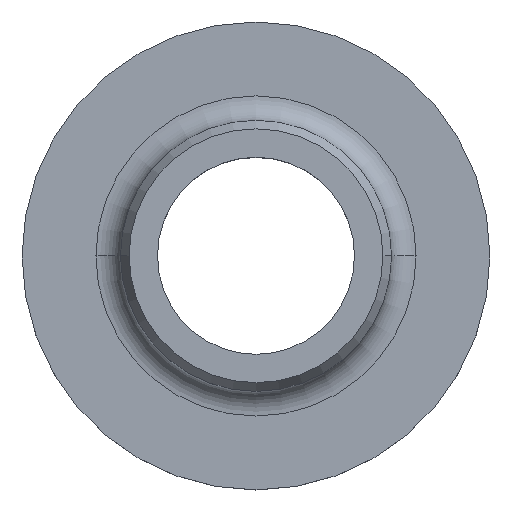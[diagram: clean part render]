
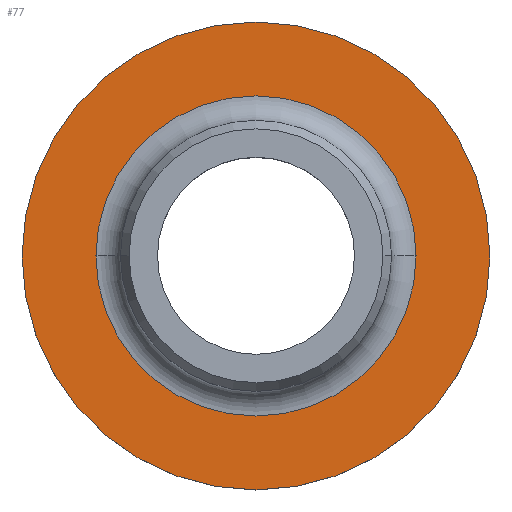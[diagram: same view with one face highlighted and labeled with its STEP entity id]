
A CAD part, top view. The second image highlights one B-rep face of the part: STEP entity #77.
In plain terms, the highlighted planar face has unit normal (0, 0, 1).
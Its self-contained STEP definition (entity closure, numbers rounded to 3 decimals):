
#77=ADVANCED_FACE('',(#142,#143),#144,.T.);
#142=FACE_BOUND('',#199,.T.);
#143=FACE_OUTER_BOUND('',#200,.T.);
#144=PLANE('',#201);
#199=EDGE_LOOP('',(#274,#275));
#200=EDGE_LOOP('',(#276,#277));
#201=AXIS2_PLACEMENT_3D('',#278,#279,#280);
#274=ORIENTED_EDGE('',*,*,#359,.F.);
#275=ORIENTED_EDGE('',*,*,#347,.F.);
#276=ORIENTED_EDGE('',*,*,#354,.T.);
#277=ORIENTED_EDGE('',*,*,#356,.T.);
#278=CARTESIAN_POINT('',(4.0,0.0,0.75));
#279=DIRECTION('',(0.0,0.0,1.0));
#280=DIRECTION('',(1.0,-0.0,-0.0));
#347=EDGE_CURVE('',#396,#398,#399,.T.);
#354=EDGE_CURVE('',#404,#408,#410,.T.);
#356=EDGE_CURVE('',#408,#404,#412,.T.);
#359=EDGE_CURVE('',#398,#396,#415,.T.);
#396=VERTEX_POINT('',#458);
#398=VERTEX_POINT('',#460);
#399=CIRCLE('',#461,3.25);
#404=VERTEX_POINT('',#466);
#408=VERTEX_POINT('',#471);
#410=CIRCLE('',#474,4.75);
#412=CIRCLE('',#476,4.75);
#415=CIRCLE('',#479,3.25);
#458=CARTESIAN_POINT('',(-3.25,0.,0.75));
#460=CARTESIAN_POINT('',(3.25,0.0,0.75));
#461=AXIS2_PLACEMENT_3D('',#515,#516,#517);
#466=CARTESIAN_POINT('',(4.75,0.0,0.75));
#471=CARTESIAN_POINT('',(-4.75,0.,0.75));
#474=AXIS2_PLACEMENT_3D('',#529,#530,#531);
#476=AXIS2_PLACEMENT_3D('',#532,#533,#534);
#479=AXIS2_PLACEMENT_3D('',#538,#539,#540);
#515=CARTESIAN_POINT('',(0.0,0.0,0.75));
#516=DIRECTION('',(0.0,0.0,1.0));
#517=DIRECTION('',(1.0,0.0,0.0));
#529=CARTESIAN_POINT('',(0.0,0.0,0.75));
#530=DIRECTION('',(0.0,0.0,1.0));
#531=DIRECTION('',(1.0,0.0,0.0));
#532=CARTESIAN_POINT('',(0.0,0.0,0.75));
#533=DIRECTION('',(0.0,0.0,1.0));
#534=DIRECTION('',(1.0,0.0,0.0));
#538=CARTESIAN_POINT('',(0.0,0.0,0.75));
#539=DIRECTION('',(0.0,0.0,1.0));
#540=DIRECTION('',(1.0,0.0,0.0));
